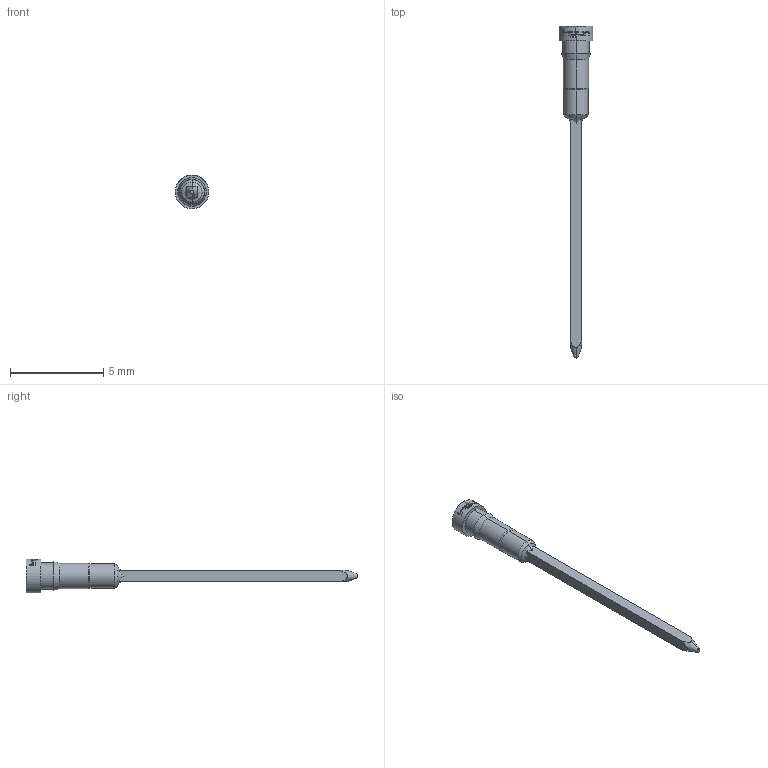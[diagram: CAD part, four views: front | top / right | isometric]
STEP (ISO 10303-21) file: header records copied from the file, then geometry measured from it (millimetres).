
FILE_DESCRIPTION (( 'STEP AP203' ), '1' );
FILE_NAME ('INGUN_KT-158_06.STEP', '2023-01-16T12:46:58', ( '' ), ( '' ), 'SwSTEP 2.0', 'SolidWorks 2021', '' );
FILE_SCHEMA (( 'CONFIG_CONTROL_DESIGN' ));
Length unit declared in the file: millimetre
Products named in the file (1): INGUN_KT-158_06
Bounding box: 1.81 x 17.8 x 1.81 mm (x, y, z)
Volume: 11.9 mm3; surface area: 60.5 mm2
Topology: 1 solids, 1 shells, 101 faces, 264 edges, 171 vertices
Faces by surface type: plane 48, bspline 24, cylinder 17, cone 12
Entity records: 3461 total; most frequent: CARTESIAN_POINT 1123, ORIENTED_EDGE 524, DIRECTION 384, EDGE_CURVE 262, VERTEX_POINT 171, AXIS2_PLACEMENT_3D 148, EDGE_LOOP 109, B_SPLINE_CURVE_WITH_KNOTS 104
